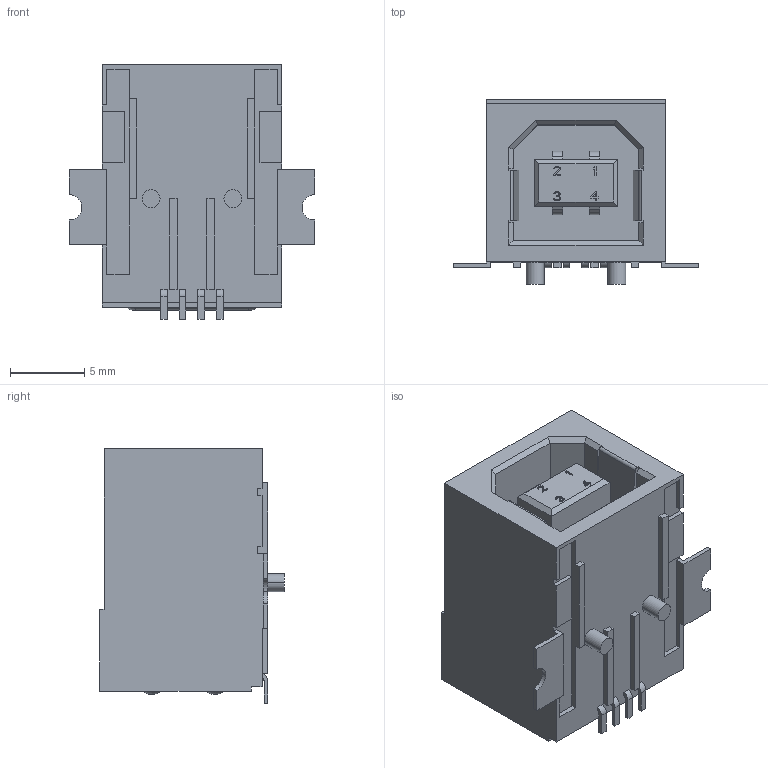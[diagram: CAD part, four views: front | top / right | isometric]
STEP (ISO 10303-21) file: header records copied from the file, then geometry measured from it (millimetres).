
FILE_DESCRIPTION(('STEP AP242'),'1');
FILE_NAME('1-1734346-1.stp','2021-01-22T03:21:57',('TraceParts'),('TraceParts S.A.'),'Spatial InterOp 3D',' ',' ');
FILE_SCHEMA(('AP242_MANAGED_MODEL_BASED_3D_ENGINEERING_MIM_LF {1 0 10303 442 1 1 4}'));
Length unit declared in the file: millimetre
Products named in the file (1): 1-1734346-1
Bounding box: 16.5 x 12.42 x 17.1 mm (x, y, z)
Volume: 1685.1 mm3; surface area: 1657.2 mm2
Topology: 1 solids, 1 shells, 301 faces, 820 edges, 542 vertices
Faces by surface type: plane 263, cylinder 34, bspline 4
Entity records: 9465 total; most frequent: CARTESIAN_POINT 1772, ORIENTED_EDGE 1640, DIRECTION 1492, EDGE_CURVE 820, LINE 744, VECTOR 744, VERTEX_POINT 542, AXIS2_PLACEMENT_3D 374
